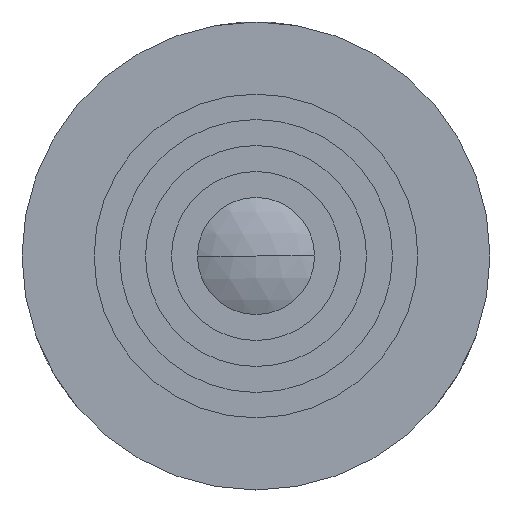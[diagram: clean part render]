
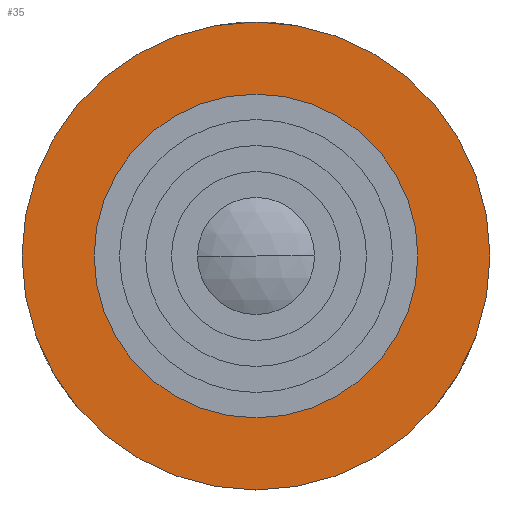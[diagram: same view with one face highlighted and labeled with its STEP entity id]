
A CAD part, left-side view. The second image highlights one B-rep face of the part: STEP entity #35.
In plain terms, the highlighted planar face has unit normal (-1, 0, 0).
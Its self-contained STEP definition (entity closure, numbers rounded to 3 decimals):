
#31 = ORIENTED_EDGE ( 'NONE', *, *, #857, .F. ) ;
#35 = ADVANCED_FACE ( 'NONE', ( #1623, #2135 ), #1145, .F. ) ;
#47 = ORIENTED_EDGE ( 'NONE', *, *, #2672, .F. ) ;
#54 = DIRECTION ( 'NONE',  ( -1., 0., 0. ) ) ;
#65 = AXIS2_PLACEMENT_3D ( 'NONE', #1812, #54, #1317 ) ;
#173 = CARTESIAN_POINT ( 'NONE',  ( 0., 0., 0. ) ) ;
#377 = CIRCLE ( 'NONE', #428, 12.45 ) ;
#428 = AXIS2_PLACEMENT_3D ( 'NONE', #173, #1146, #1639 ) ;
#644 = ORIENTED_EDGE ( 'NONE', *, *, #3124, .T. ) ;
#657 = DIRECTION ( 'NONE',  ( -1., 0., 0. ) ) ;
#753 = DIRECTION ( 'NONE',  ( -1., 0., 0. ) ) ;
#857 = EDGE_CURVE ( 'NONE', #2106, #1001, #377, .T. ) ;
#1001 = VERTEX_POINT ( 'NONE', #1290 ) ;
#1098 = CIRCLE ( 'NONE', #65, 18. ) ;
#1145 = PLANE ( 'NONE',  #1465 ) ;
#1146 = DIRECTION ( 'NONE',  ( -1., 0., 0. ) ) ;
#1290 = CARTESIAN_POINT ( 'NONE',  ( 0., 0., -12.45 ) ) ;
#1317 = DIRECTION ( 'NONE',  ( 0., 0., 1. ) ) ;
#1393 = VERTEX_POINT ( 'NONE', #3038 ) ;
#1410 = EDGE_LOOP ( 'NONE', ( #3217, #644 ) ) ;
#1465 = AXIS2_PLACEMENT_3D ( 'NONE', #3229, #2942, #3176 ) ;
#1525 = CARTESIAN_POINT ( 'NONE',  ( 0., 0., 12.45 ) ) ;
#1623 = FACE_BOUND ( 'NONE', #1710, .T. ) ;
#1639 = DIRECTION ( 'NONE',  ( 0., 0., 1. ) ) ;
#1640 = AXIS2_PLACEMENT_3D ( 'NONE', #2565, #753, #2061 ) ;
#1710 = EDGE_LOOP ( 'NONE', ( #31, #47 ) ) ;
#1812 = CARTESIAN_POINT ( 'NONE',  ( 0., 0., 0. ) ) ;
#2061 = DIRECTION ( 'NONE',  ( 0., 0., 1. ) ) ;
#2106 = VERTEX_POINT ( 'NONE', #1525 ) ;
#2111 = AXIS2_PLACEMENT_3D ( 'NONE', #2996, #657, #3216 ) ;
#2134 = CIRCLE ( 'NONE', #2111, 18. ) ;
#2135 = FACE_OUTER_BOUND ( 'NONE', #1410, .T. ) ;
#2565 = CARTESIAN_POINT ( 'NONE',  ( 0., 0., 0. ) ) ;
#2672 = EDGE_CURVE ( 'NONE', #1001, #2106, #2900, .T. ) ;
#2746 = VERTEX_POINT ( 'NONE', #2965 ) ;
#2900 = CIRCLE ( 'NONE', #1640, 12.45 ) ;
#2942 = DIRECTION ( 'NONE',  ( 1., 0., 0. ) ) ;
#2965 = CARTESIAN_POINT ( 'NONE',  ( 0., 0., -18. ) ) ;
#2996 = CARTESIAN_POINT ( 'NONE',  ( 0., 0., 0. ) ) ;
#3026 = EDGE_CURVE ( 'NONE', #1393, #2746, #1098, .T. ) ;
#3038 = CARTESIAN_POINT ( 'NONE',  ( 0., 0., 18. ) ) ;
#3124 = EDGE_CURVE ( 'NONE', #2746, #1393, #2134, .T. ) ;
#3176 = DIRECTION ( 'NONE',  ( 0., 0., -1. ) ) ;
#3216 = DIRECTION ( 'NONE',  ( 0., 0., 1. ) ) ;
#3217 = ORIENTED_EDGE ( 'NONE', *, *, #3026, .T. ) ;
#3229 = CARTESIAN_POINT ( 'NONE',  ( 0., 18., 0. ) ) ;
